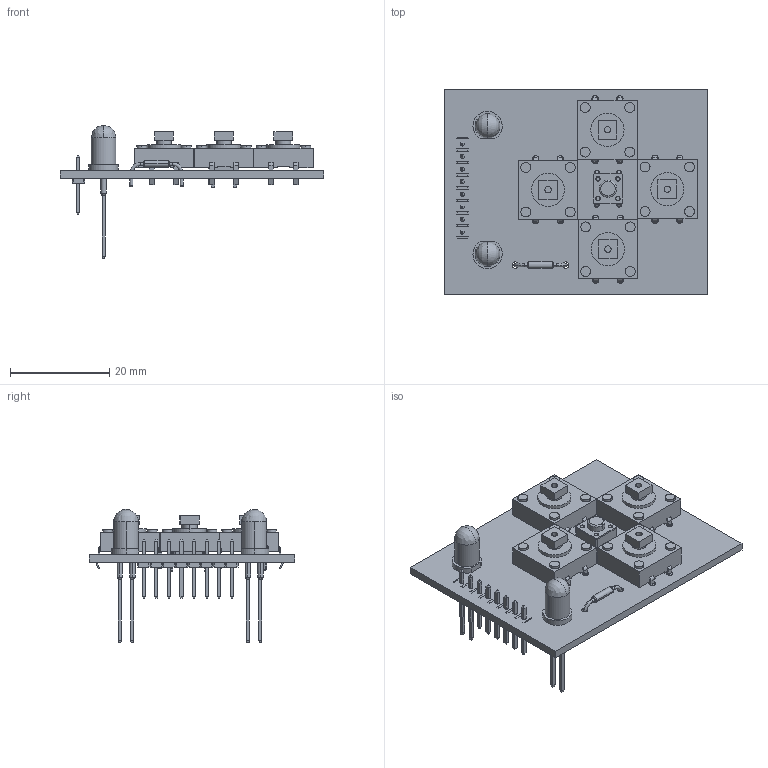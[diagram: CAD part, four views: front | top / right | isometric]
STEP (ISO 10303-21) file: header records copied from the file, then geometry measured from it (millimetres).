
FILE_DESCRIPTION(('PCB Model'),'2;1');
FILE_NAME( 'Buttons v2.STEP', '2022-03-29T18:23:27',('IlyesIlno'),('Unspecified'), 'Open CASCADE STEP processor 6.8','Proteus','Unknown');
FILE_SCHEMA(('CONFIG_CONTROL_DESIGN','SHAPE_APPEARANCE_LAYER_MIM'));
Length unit declared in the file: millimetre
Products named in the file (46): Open CASCADE STEP translator 6.8 1; Layer_1; B1; Open CASCADE STEP translator 6.8 1.2.1; Body_1; B2; Open CASCADE STEP translator 6.8 1.3.1; B3; Open CASCADE STEP translator 6.8 1.4.1; B4; Open CASCADE STEP translator 6.8 1.5.1; B5; Open CASCADE STEP translator 6.8 1.6.1; =>[0:1:1:3]; =>[0:1:1:4]; =>[0:1:1:5]; =>[0:1:1:6]; =>[0:1:1:7]; =>[0:1:1:8]; =>[0:1:1:9]; =>[0:1:1:10]; =>[0:1:1:11]; =>[0:1:1:12]; =>[0:1:1:13]; ON; Open CASCADE STEP translator 6.8 1.7.1; LB; Open CASCADE STEP translator 6.8 1.8.1; ARDUINO; Open CASCADE STEP translator 6.8 1.9.1; 8-Pin_Header_-_Male_-_2.54mm:1; R1; Open CASCADE STEP translator 6.8 1.10.1; Pin_1; Pin_2
Assembly tree (48 placements, depth 5):
  Open CASCADE STEP translator 6.8 1
    Layer_1
    B1
      Open CASCADE STEP translator 6.8 1.2.1
        Body_1
    B2
      Open CASCADE STEP translator 6.8 1.3.1
        Body_1
    B3
      Open CASCADE STEP translator 6.8 1.4.1
        Body_1
    B4
      Open CASCADE STEP translator 6.8 1.5.1
        Body_1
    B5
      Open CASCADE STEP translator 6.8 1.6.1
        Body_1
          =>[0:1:1:3]
          =>[0:1:1:4]
          =>[0:1:1:5]
          =>[0:1:1:6]
          =>[0:1:1:7]
          =>[0:1:1:8]
          =>[0:1:1:9]
          =>[0:1:1:10]
          =>[0:1:1:11]
          =>[0:1:1:12]
          =>[0:1:1:13]
    ON
      Open CASCADE STEP translator 6.8 1.7.1
        Body_1
          =>[0:1:1:3]
          =>[0:1:1:4]
          =>[0:1:1:5]
    LB
      Open CASCADE STEP translator 6.8 1.8.1
        Body_1
          =>[0:1:1:3]
          =>[0:1:1:4]
          =>[0:1:1:5]
    ARDUINO
      Open CASCADE STEP translator 6.8 1.9.1
        Body_1
          8-Pin_Header_-_Male_-_2.54mm:1
    R1
      Open CASCADE STEP translator 6.8 1.10.1
        Body_1
        Pin_1
        Pin_2
Bounding box: 53.3 x 41.5 x 26.9 mm (x, y, z)
Volume: 6673.6 mm3; surface area: 8633.3 mm2
Topology: 26 solids, 26 shells, 1040 faces, 2580 edges, 1626 vertices
Faces by surface type: plane 592, cylinder 348, bspline 76, torus 14, sphere 8, extrusion 2
Entity records: 27637 total; most frequent: CARTESIAN_POINT 6596, ORIENTED_EDGE 3476, DIRECTION 3381, EDGE_CURVE 1738, AXIS2_PLACEMENT_3D 1137, VECTOR 1107, LINE 1105, VERTEX_POINT 1086
